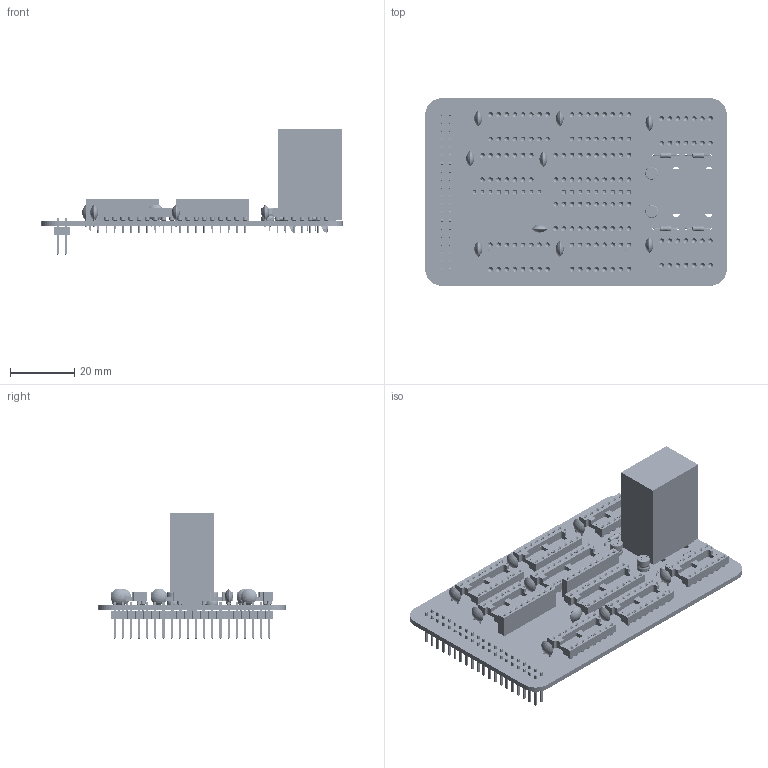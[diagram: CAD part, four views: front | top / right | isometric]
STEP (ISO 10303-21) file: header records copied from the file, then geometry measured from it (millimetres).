
FILE_DESCRIPTION(('KiCad electronic assembly'),'2;1');
FILE_NAME('proto-ps2.step','2024-10-26T15:32:05',('Pcbnew'),('Kicad'), 'Open CASCADE STEP processor 7.7','KiCad to STEP converter','Unknown' );
FILE_SCHEMA(('AUTOMOTIVE_DESIGN { 1 0 10303 214 1 1 1 1 }'));
Length unit declared in the file: millimetre
Products named in the file (20): proto-ps2 1; DIP-14_W7.62mm_Socket; DIP_14_W762mm_Socket; C_Disc_D5.0mm_W2.5mm_P2.50mm; C_Disc_D50mm_W25mm_P250mm; DIP-16_W7.62mm_Socket; DIP_16_W762mm_Socket; DIP-20_W7.62mm_Socket; DIP_20_W762mm_Socket; R_Axial_DIN0204_L3.6mm_D1.6mm_P7.62mm_Horizontal; R_Axial_DIN0204_L36mm_D16mm_P762mm_Horizontal; PinHeader_2x20_P2.54mm_Vertical; PinHeader_2x20_P254mm_Vertical; CP_Radial_D4.0mm_P2.00mm; CP_Radial_D40mm_P200mm; PinSocket_1x09_P2.54mm_Vertical; PinSocket_1x09_P254mm_Vertical; connector_a-dio-dp_06_gv; 1; proto-ps2_PCB
Assembly tree (38 placements, depth 3):
  proto-ps2 1
    DIP-14_W7.62mm_Socket  x3
      DIP_14_W762mm_Socket
    C_Disc_D5.0mm_W2.5mm_P2.50mm  x9
      C_Disc_D50mm_W25mm_P250mm
    DIP-16_W7.62mm_Socket  x4
      DIP_16_W762mm_Socket
    DIP-20_W7.62mm_Socket  x2
      DIP_20_W762mm_Socket
    R_Axial_DIN0204_L3.6mm_D1.6mm_P7.62mm_Horizontal  x4
      R_Axial_DIN0204_L36mm_D16mm_P762mm_Horizontal
    PinHeader_2x20_P2.54mm_Vertical
      PinHeader_2x20_P254mm_Vertical
    CP_Radial_D4.0mm_P2.00mm  x2
      CP_Radial_D40mm_P200mm
    PinSocket_1x09_P2.54mm_Vertical  x2
      PinSocket_1x09_P254mm_Vertical
    connector_a-dio-dp_06_gv
      1
    proto-ps2_PCB
Bounding box: 93.98 x 58.42 x 39.02 mm (x, y, z)
Volume: 21726.7 mm3; surface area: 26935.6 mm2
Topology: 29 solids, 31 shells, 4296 faces, 9249 edges, 5898 vertices
Faces by surface type: plane 2673, cylinder 1095, cone 462, torus 20, sphere 18, bspline 16, revolution 12
Full cylindrical faces by diameter (mm): 0.3 x4, 0.5 x34, 0.508 x292, 0.6 x4, 0.7 x8, 0.8 x164, 1 x58, 1.1 x12, 1.44 x4, 1.524 x146, 1.6 x8, 1.724 x146, 2.1 x5
Entity records: 84890 total; most frequent: CARTESIAN_POINT 12980, DIRECTION 12033, ORIENTED_EDGE 11302, EDGE_CURVE 5651, LINE 4171, VECTOR 4171, AXIS2_PLACEMENT_3D 3928, VERTEX_POINT 3597
